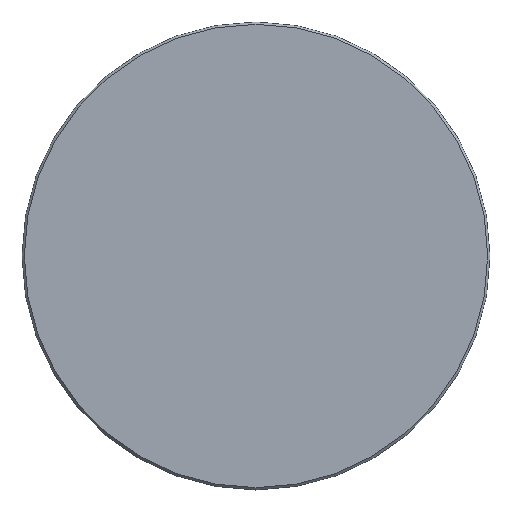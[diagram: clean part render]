
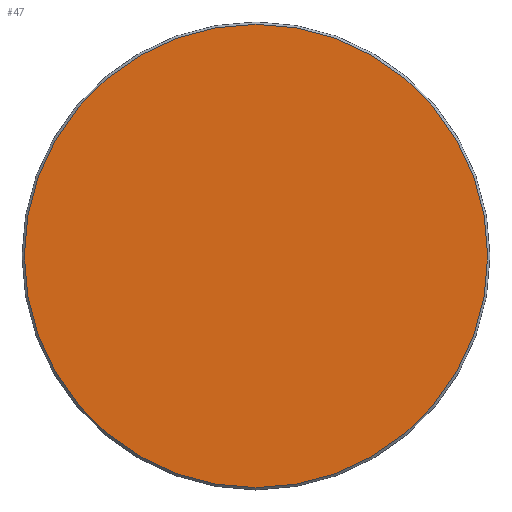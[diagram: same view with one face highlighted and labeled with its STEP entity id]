
A CAD part, top view. The second image highlights one B-rep face of the part: STEP entity #47.
In plain terms, the highlighted planar face has unit normal (0, 0, 1).
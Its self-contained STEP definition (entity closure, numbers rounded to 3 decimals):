
#9 = DIRECTION ( 'NONE',  ( -1., 0., 0. ) ) ;
#12 = DIRECTION ( 'NONE',  ( 0., 0., -1. ) ) ;
#17 = CARTESIAN_POINT ( 'NONE',  ( 25.15, 0., 0. ) ) ;
#37 = CARTESIAN_POINT ( 'NONE',  ( 0., 0., 0. ) ) ;
#46 = EDGE_CURVE ( 'NONE', #82, #211, #91, .T. ) ;
#47 = ADVANCED_FACE ( 'NONE', ( #154 ), #243, .F. ) ;
#68 = EDGE_LOOP ( 'NONE', ( #152, #224 ) ) ;
#79 = CARTESIAN_POINT ( 'NONE',  ( 0., 0., 0. ) ) ;
#82 = VERTEX_POINT ( 'NONE', #17 ) ;
#91 = CIRCLE ( 'NONE', #265, 25.15 ) ;
#104 = EDGE_CURVE ( 'NONE', #211, #82, #153, .T. ) ;
#145 = DIRECTION ( 'NONE',  ( 0., 0., 1. ) ) ;
#152 = ORIENTED_EDGE ( 'NONE', *, *, #104, .T. ) ;
#153 = CIRCLE ( 'NONE', #213, 25.15 ) ;
#154 = FACE_OUTER_BOUND ( 'NONE', #68, .T. ) ;
#171 = AXIS2_PLACEMENT_3D ( 'NONE', #79, #12, #9 ) ;
#196 = CARTESIAN_POINT ( 'NONE',  ( 0., 0., 0. ) ) ;
#211 = VERTEX_POINT ( 'NONE', #240 ) ;
#213 = AXIS2_PLACEMENT_3D ( 'NONE', #37, #271, #227 ) ;
#217 = DIRECTION ( 'NONE',  ( -1., 0., 0. ) ) ;
#224 = ORIENTED_EDGE ( 'NONE', *, *, #46, .T. ) ;
#227 = DIRECTION ( 'NONE',  ( -1., 0., 0. ) ) ;
#240 = CARTESIAN_POINT ( 'NONE',  ( -25.15, 0., 0. ) ) ;
#243 = PLANE ( 'NONE',  #171 ) ;
#265 = AXIS2_PLACEMENT_3D ( 'NONE', #196, #145, #217 ) ;
#271 = DIRECTION ( 'NONE',  ( 0., 0., 1. ) ) ;
